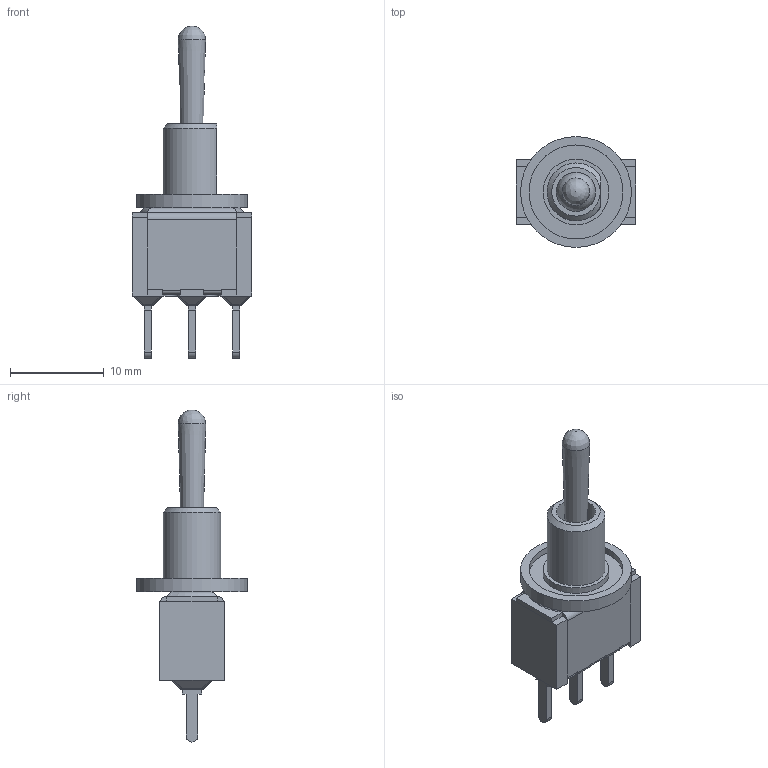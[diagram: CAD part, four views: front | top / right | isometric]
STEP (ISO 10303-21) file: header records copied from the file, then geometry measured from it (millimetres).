
FILE_DESCRIPTION(/* description */ (''),/* implementation_level */ '2;1');
FILE_NAME(/* name */ '100SPxT1B9M2xE.stp',/* time_stamp */ '2022-12-13T16:48:17-06:00',/* author */ ('mwilliams'),/* organization */ (''),/* preprocessor_version */ 'ST-DEVELOPER v18',/* originating_system */ 'Autodesk Inventor 2020',/* authorisation */ '');
FILE_SCHEMA (('AUTOMOTIVE_DESIGN { 1 0 10303 214 3 1 1 }','PROCESS_PLANNING_SCHEMA'));
Length unit declared in the file: inch
Products named in the file (1): T111048_Shrinkwrap_1
Bounding box: 12.7 x 11.81 x 35.36 mm (x, y, z)
Volume: 1175.6 mm3; surface area: 1286 mm2
Topology: 1 solids, 2 shells, 211 faces, 525 edges, 317 vertices
Faces by surface type: plane 147, cylinder 45, sphere 13, cone 3, torus 2, bspline 1
Full cylindrical faces by diameter (mm): 1.65 x1, 4.2 x1, 7.01 x1, 10.01 x1, 11.81 x1
Entity records: 6281 total; most frequent: CARTESIAN_POINT 1237, DIRECTION 1044, ORIENTED_EDGE 1026, EDGE_CURVE 513, LINE 384, VECTOR 384, AXIS2_PLACEMENT_3D 330, VERTEX_POINT 317
